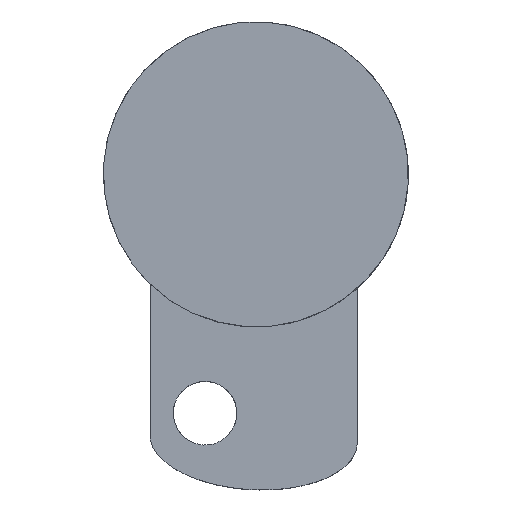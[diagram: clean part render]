
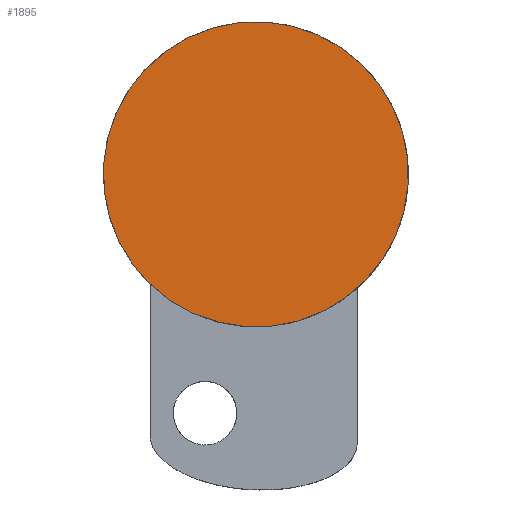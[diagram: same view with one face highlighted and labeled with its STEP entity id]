
A CAD part, top view. The second image highlights one B-rep face of the part: STEP entity #1895.
In plain terms, the highlighted planar face has unit normal (0, 0, 1).
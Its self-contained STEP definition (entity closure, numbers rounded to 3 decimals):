
#38=CIRCLE('',#2007,6.);
#57=LINE('',#2667,#288);
#288=VECTOR('',#2153,10.);
#520=FACE_OUTER_BOUND('',#616,.T.);
#616=EDGE_LOOP('',(#1231,#1232));
#745=VERTEX_POINT('',#2665);
#746=VERTEX_POINT('',#2666);
#941=EDGE_CURVE('',#745,#746,#57,.T.);
#942=EDGE_CURVE('',#745,#746,#38,.T.);
#1231=ORIENTED_EDGE('',*,*,#941,.F.);
#1232=ORIENTED_EDGE('',*,*,#942,.T.);
#1811=PLANE('',#2006);
#1895=ADVANCED_FACE('',(#520),#1811,.T.);
#2006=AXIS2_PLACEMENT_3D('',#2664,#2151,#2152);
#2007=AXIS2_PLACEMENT_3D('',#2668,#2154,#2155);
#2151=DIRECTION('center_axis',(0.,0.,1.));
#2152=DIRECTION('ref_axis',(-1.,0.,0.));
#2153=DIRECTION('',(-0.001,1.,0.));
#2154=DIRECTION('center_axis',(0.,0.,1.));
#2155=DIRECTION('ref_axis',(-1.,0.,0.));
#2664=CARTESIAN_POINT('Origin',(0.048,-0.033,
-5.5));
#2665=CARTESIAN_POINT('',(-4.115,-4.354,-5.5));
#2666=CARTESIAN_POINT('',(-4.116,-4.353,-5.5));
#2667=CARTESIAN_POINT('',(-4.117,-1.638,-5.5));
#2668=CARTESIAN_POINT('Origin',(0.048,-0.033,
-5.5));
